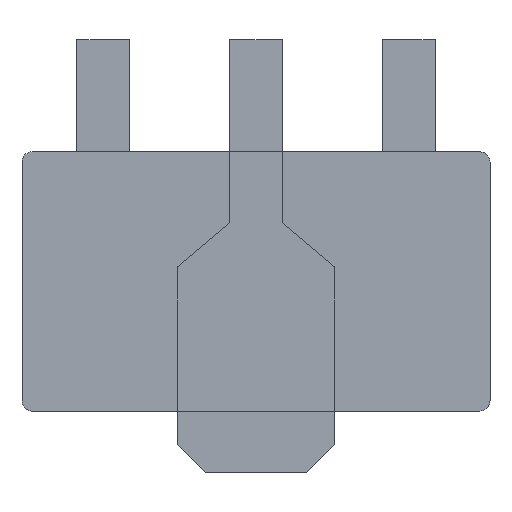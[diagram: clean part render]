
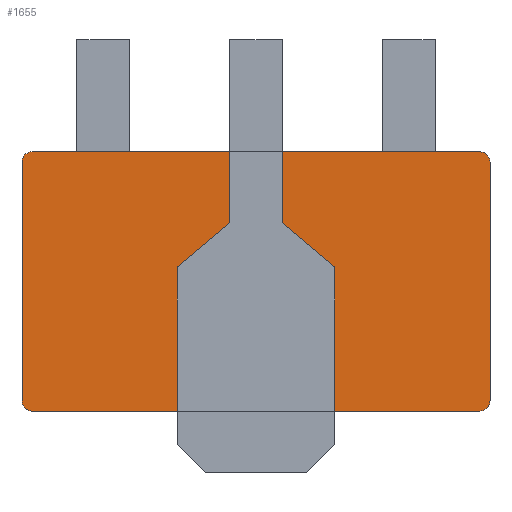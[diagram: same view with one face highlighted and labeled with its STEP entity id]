
A CAD part, front view. The second image highlights one B-rep face of the part: STEP entity #1655.
In plain terms, the highlighted planar face has unit normal (0, -1, 0).
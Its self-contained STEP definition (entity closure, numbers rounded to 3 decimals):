
#219 = CARTESIAN_POINT ( 'NONE',  ( 2.198, 0., 1.273 ) ) ;
#287 = VERTEX_POINT ( 'NONE', #2624 ) ;
#507 =( BOUNDED_CURVE ( )  B_SPLINE_CURVE ( 3, ( #2520, #1919, #8200, #4617 ),
 .UNSPECIFIED., .F., .T. ) 
 B_SPLINE_CURVE_WITH_KNOTS ( ( 4, 4 ),
 ( 2.358, 3.925 ),
 .UNSPECIFIED. ) 
 CURVE ( )  GEOMETRIC_REPRESENTATION_ITEM ( )  RATIONAL_B_SPLINE_CURVE ( ( 1., 0.806, 0.806, 1. ) ) 
 REPRESENTATION_ITEM ( '' )  );
#583 = VECTOR ( 'NONE', #6961, 1000. ) ;
#614 = LINE ( 'NONE', #3603, #6529 ) ;
#798 = CARTESIAN_POINT ( 'NONE',  ( 0., 0., -1.273 ) ) ;
#850 = CARTESIAN_POINT ( 'NONE',  ( 2.298, 0., -1.173 ) ) ;
#902 = CARTESIAN_POINT ( 'NONE',  ( 2.298, 0., 1.232 ) ) ;
#911 = PLANE ( 'NONE',  #4442 ) ;
#925 = VERTEX_POINT ( 'NONE', #1068 ) ;
#978 = DIRECTION ( 'NONE',  ( 0., 0., 1. ) ) ;
#1068 = CARTESIAN_POINT ( 'NONE',  ( -2.198, 0., -1.273 ) ) ;
#1074 = CARTESIAN_POINT ( 'NONE',  ( 2.257, 0., 1.273 ) ) ;
#1447 = DIRECTION ( 'NONE',  ( -1., 0., 0. ) ) ;
#1655 = ADVANCED_FACE ( 'NONE', ( #8619 ), #911, .F. ) ;
#1826 = LINE ( 'NONE', #4603, #8388 ) ;
#1875 = VERTEX_POINT ( 'NONE', #850 ) ;
#1919 = CARTESIAN_POINT ( 'NONE',  ( -2.298, 0., -1.232 ) ) ;
#2048 = CARTESIAN_POINT ( 'NONE',  ( 2.198, 0., -1.273 ) ) ;
#2150 = CARTESIAN_POINT ( 'NONE',  ( 2.257, 0., -1.273 ) ) ;
#2192 = EDGE_CURVE ( 'NONE', #1875, #8039, #5185, .T. ) ;
#2371 = CARTESIAN_POINT ( 'NONE',  ( 2.198, 0., 1.273 ) ) ;
#2388 = CARTESIAN_POINT ( 'NONE',  ( 2.198, 0., -1.273 ) ) ;
#2451 = VERTEX_POINT ( 'NONE', #2388 ) ;
#2460 = ORIENTED_EDGE ( 'NONE', *, *, #4180, .T. ) ;
#2520 = CARTESIAN_POINT ( 'NONE',  ( -2.298, 0., -1.173 ) ) ;
#2624 = CARTESIAN_POINT ( 'NONE',  ( -2.298, 0., 1.173 ) ) ;
#2633 = CARTESIAN_POINT ( 'NONE',  ( -2.298, 0., 1.232 ) ) ;
#2700 = VECTOR ( 'NONE', #978, 1000. ) ;
#2853 = VERTEX_POINT ( 'NONE', #2371 ) ;
#3318 = CARTESIAN_POINT ( 'NONE',  ( -2.198, 0., 1.273 ) ) ;
#3529 = CARTESIAN_POINT ( 'NONE',  ( -2.198, 0., 1.273 ) ) ;
#3603 = CARTESIAN_POINT ( 'NONE',  ( 0., 0., 1.273 ) ) ;
#3627 = ORIENTED_EDGE ( 'NONE', *, *, #6603, .T. ) ;
#4165 = ORIENTED_EDGE ( 'NONE', *, *, #2192, .T. ) ;
#4180 = EDGE_CURVE ( 'NONE', #8039, #2853, #4543, .T. ) ;
#4442 = AXIS2_PLACEMENT_3D ( 'NONE', #7399, #8017, #5946 ) ;
#4543 =( BOUNDED_CURVE ( )  B_SPLINE_CURVE ( 3, ( #7204, #902, #1074, #219 ),
 .UNSPECIFIED., .F., .T. ) 
 B_SPLINE_CURVE_WITH_KNOTS ( ( 4, 4 ),
 ( 5.5, 7.067 ),
 .UNSPECIFIED. ) 
 CURVE ( )  GEOMETRIC_REPRESENTATION_ITEM ( )  RATIONAL_B_SPLINE_CURVE ( ( 1., 0.806, 0.806, 1. ) ) 
 REPRESENTATION_ITEM ( '' )  );
#4603 = CARTESIAN_POINT ( 'NONE',  ( -2.298, 0., 0. ) ) ;
#4617 = CARTESIAN_POINT ( 'NONE',  ( -2.198, 0., -1.273 ) ) ;
#4669 = EDGE_CURVE ( 'NONE', #2853, #7223, #614, .T. ) ;
#4778 = LINE ( 'NONE', #798, #583 ) ;
#4845 = CARTESIAN_POINT ( 'NONE',  ( 2.298, 0., -1.173 ) ) ;
#5185 = LINE ( 'NONE', #7331, #2700 ) ;
#5402 = EDGE_LOOP ( 'NONE', ( #4165, #2460, #8108, #8278, #3627, #8539, #6523, #8616 ) ) ;
#5819 = EDGE_CURVE ( 'NONE', #2451, #1875, #7096, .T. ) ;
#5946 = DIRECTION ( 'NONE',  ( 0., 0., 1. ) ) ;
#6111 = CARTESIAN_POINT ( 'NONE',  ( -2.257, 0., 1.273 ) ) ;
#6240 = VERTEX_POINT ( 'NONE', #7471 ) ;
#6363 = CARTESIAN_POINT ( 'NONE',  ( 2.298, 0., -1.232 ) ) ;
#6523 = ORIENTED_EDGE ( 'NONE', *, *, #7323, .T. ) ;
#6529 = VECTOR ( 'NONE', #1447, 1000. ) ;
#6603 = EDGE_CURVE ( 'NONE', #287, #6240, #1826, .T. ) ;
#6727 = CARTESIAN_POINT ( 'NONE',  ( -2.298, 0., 1.173 ) ) ;
#6848 =( BOUNDED_CURVE ( )  B_SPLINE_CURVE ( 3, ( #3318, #6111, #2633, #6727 ),
 .UNSPECIFIED., .F., .F. ) 
 B_SPLINE_CURVE_WITH_KNOTS ( ( 4, 4 ),
 ( 2.358, 3.925 ),
 .UNSPECIFIED. ) 
 CURVE ( )  GEOMETRIC_REPRESENTATION_ITEM ( )  RATIONAL_B_SPLINE_CURVE ( ( 1., 0.806, 0.806, 1. ) ) 
 REPRESENTATION_ITEM ( '' )  );
#6961 = DIRECTION ( 'NONE',  ( 1., 0., 0. ) ) ;
#7096 =( BOUNDED_CURVE ( )  B_SPLINE_CURVE ( 3, ( #2048, #2150, #6363, #4845 ),
 .UNSPECIFIED., .F., .T. ) 
 B_SPLINE_CURVE_WITH_KNOTS ( ( 4, 4 ),
 ( 5.5, 7.067 ),
 .UNSPECIFIED. ) 
 CURVE ( )  GEOMETRIC_REPRESENTATION_ITEM ( )  RATIONAL_B_SPLINE_CURVE ( ( 1., 0.806, 0.806, 1. ) ) 
 REPRESENTATION_ITEM ( '' )  );
#7204 = CARTESIAN_POINT ( 'NONE',  ( 2.298, 0., 1.173 ) ) ;
#7223 = VERTEX_POINT ( 'NONE', #3529 ) ;
#7323 = EDGE_CURVE ( 'NONE', #925, #2451, #4778, .T. ) ;
#7331 = CARTESIAN_POINT ( 'NONE',  ( 2.298, 0., 0. ) ) ;
#7399 = CARTESIAN_POINT ( 'NONE',  ( 0., 0., 0. ) ) ;
#7471 = CARTESIAN_POINT ( 'NONE',  ( -2.298, 0., -1.173 ) ) ;
#7630 = DIRECTION ( 'NONE',  ( 0., 0., -1. ) ) ;
#7725 = EDGE_CURVE ( 'NONE', #6240, #925, #507, .T. ) ;
#8017 = DIRECTION ( 'NONE',  ( 0., 1., 0. ) ) ;
#8039 = VERTEX_POINT ( 'NONE', #8976 ) ;
#8108 = ORIENTED_EDGE ( 'NONE', *, *, #4669, .T. ) ;
#8200 = CARTESIAN_POINT ( 'NONE',  ( -2.257, 0., -1.273 ) ) ;
#8278 = ORIENTED_EDGE ( 'NONE', *, *, #8822, .T. ) ;
#8388 = VECTOR ( 'NONE', #7630, 1000. ) ;
#8539 = ORIENTED_EDGE ( 'NONE', *, *, #7725, .T. ) ;
#8616 = ORIENTED_EDGE ( 'NONE', *, *, #5819, .T. ) ;
#8619 = FACE_OUTER_BOUND ( 'NONE', #5402, .T. ) ;
#8822 = EDGE_CURVE ( 'NONE', #7223, #287, #6848, .T. ) ;
#8976 = CARTESIAN_POINT ( 'NONE',  ( 2.298, 0., 1.173 ) ) ;
